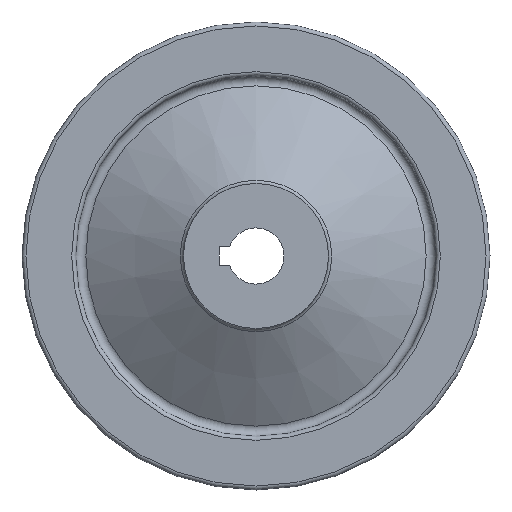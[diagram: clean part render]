
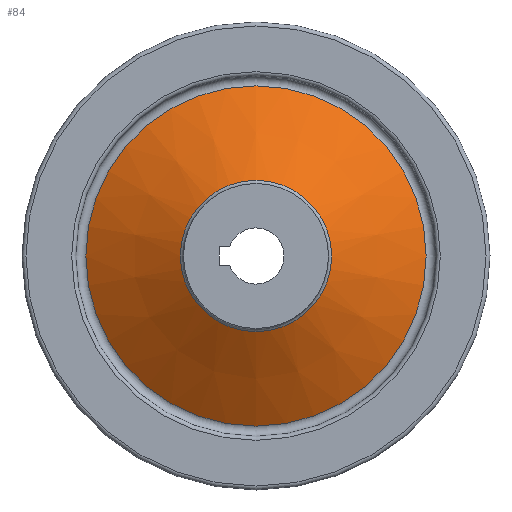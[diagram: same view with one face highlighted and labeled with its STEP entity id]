
A CAD part, left-side view. The second image highlights one B-rep face of the part: STEP entity #84.
In plain terms, the highlighted conical face has half-angle 57.989 degrees and reference radius 16.166 mm.
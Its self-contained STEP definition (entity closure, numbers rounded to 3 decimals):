
#84 = ADVANCED_FACE( '', ( #180, #181 ), #182, .T. );
#180 = FACE_OUTER_BOUND( '', #271, .T. );
#181 = FACE_BOUND( '', #272, .T. );
#182 = CONICAL_SURFACE( '', #273, 16.166, 1.012 );
#271 = EDGE_LOOP( '', ( #409 ) );
#272 = EDGE_LOOP( '', ( #410 ) );
#273 = AXIS2_PLACEMENT_3D( '', #411, #412, #413 );
#409 = ORIENTED_EDGE( '', *, *, #459, .F. );
#410 = ORIENTED_EDGE( '', *, *, #464, .T. );
#411 = CARTESIAN_POINT( '', ( 10.46, 0., 0. ) );
#412 = DIRECTION( '', ( 1., 0., 0. ) );
#413 = DIRECTION( '', ( 0., 0., -1. ) );
#459 = EDGE_CURVE( '', #526, #526, #527, .T. );
#464 = EDGE_CURVE( '', #534, #534, #535, .T. );
#526 = VERTEX_POINT( '', #612 );
#527 = CIRCLE( '', #613, 36.357 );
#534 = VERTEX_POINT( '', #620 );
#535 = CIRCLE( '', #621, 16.166 );
#612 = CARTESIAN_POINT( '', ( 23.082, 0., -36.357 ) );
#613 = AXIS2_PLACEMENT_3D( '', #681, #682, #683 );
#620 = CARTESIAN_POINT( '', ( 10.46, 0., -16.166 ) );
#621 = AXIS2_PLACEMENT_3D( '', #690, #691, #692 );
#681 = CARTESIAN_POINT( '', ( 23.082, 0., 0. ) );
#682 = DIRECTION( '', ( 1., 0., 0. ) );
#683 = DIRECTION( '', ( 0., 0., -1. ) );
#690 = CARTESIAN_POINT( '', ( 10.46, 0., 0. ) );
#691 = DIRECTION( '', ( 1., 0., 0. ) );
#692 = DIRECTION( '', ( 0., 0., -1. ) );
